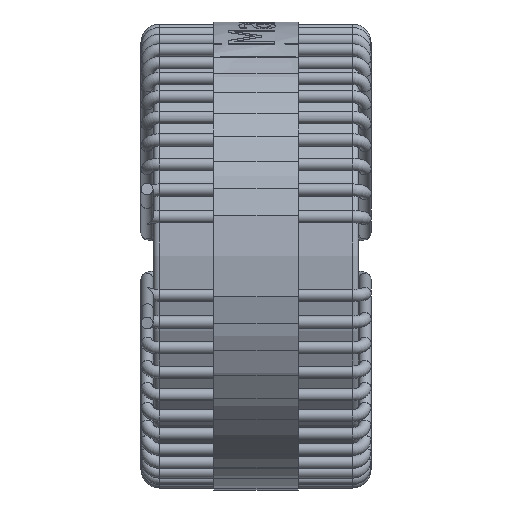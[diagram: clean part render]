
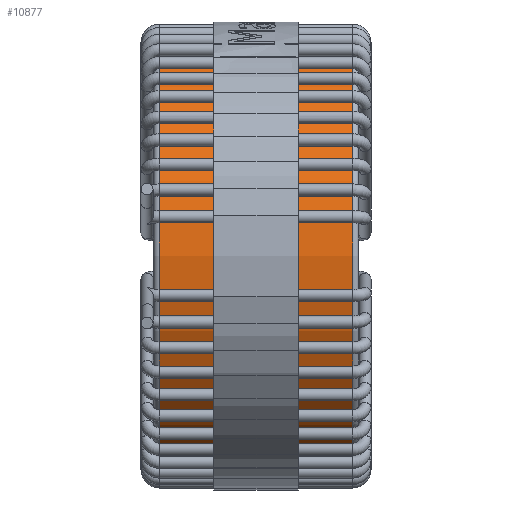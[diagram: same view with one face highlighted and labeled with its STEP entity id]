
A CAD part, left-side view. The second image highlights one B-rep face of the part: STEP entity #10877.
In plain terms, the highlighted cylindrical face has radius 14.35 mm (diameter 28.7 mm), a full revolution.
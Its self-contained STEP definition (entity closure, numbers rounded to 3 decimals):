
#630=LINE('',#16993,#1133);
#1133=VECTOR('',#13198,14.35);
#1636=CYLINDRICAL_SURFACE('',#11526,14.35);
#1982=FACE_OUTER_BOUND('',#2550,.T.);
#2550=EDGE_LOOP('',(#7217,#7218,#7219,#7220,#7221,#7222));
#3142=CIRCLE('',#11524,14.35);
#3143=CIRCLE('',#11525,14.35);
#3144=CIRCLE('',#11527,14.35);
#3145=CIRCLE('',#11528,14.35);
#4272=VERTEX_POINT('',#16983);
#4273=VERTEX_POINT('',#16985);
#4274=VERTEX_POINT('',#16989);
#4275=VERTEX_POINT('',#16990);
#5469=EDGE_CURVE('',#4272,#4273,#3142,.T.);
#5470=EDGE_CURVE('',#4273,#4272,#3143,.T.);
#5471=EDGE_CURVE('',#4274,#4275,#3144,.T.);
#5472=EDGE_CURVE('',#4275,#4274,#3145,.T.);
#5473=EDGE_CURVE('',#4275,#4273,#630,.T.);
#7217=ORIENTED_EDGE('',*,*,#5471,.F.);
#7218=ORIENTED_EDGE('',*,*,#5472,.F.);
#7219=ORIENTED_EDGE('',*,*,#5473,.T.);
#7220=ORIENTED_EDGE('',*,*,#5469,.F.);
#7221=ORIENTED_EDGE('',*,*,#5470,.F.);
#7222=ORIENTED_EDGE('',*,*,#5473,.F.);
#10877=ADVANCED_FACE('',(#1982),#1636,.T.);
#11524=AXIS2_PLACEMENT_3D('',#16986,#13188,#13189);
#11525=AXIS2_PLACEMENT_3D('',#16987,#13190,#13191);
#11526=AXIS2_PLACEMENT_3D('',#16988,#13192,#13193);
#11527=AXIS2_PLACEMENT_3D('',#16991,#13194,#13195);
#11528=AXIS2_PLACEMENT_3D('',#16992,#13196,#13197);
#13188=DIRECTION('center_axis',(0.,-1.,0.));
#13189=DIRECTION('ref_axis',(1.,0.,0.));
#13190=DIRECTION('center_axis',(0.,-1.,0.));
#13191=DIRECTION('ref_axis',(1.,0.,0.));
#13192=DIRECTION('center_axis',(0.,1.,0.));
#13193=DIRECTION('ref_axis',(-1.,0.,0.));
#13194=DIRECTION('center_axis',(0.,1.,0.));
#13195=DIRECTION('ref_axis',(1.,0.,0.));
#13196=DIRECTION('center_axis',(0.,1.,0.));
#13197=DIRECTION('ref_axis',(1.,0.,0.));
#13198=DIRECTION('',(0.,-1.,0.));
#16983=CARTESIAN_POINT('',(0.,-6.3,14.35));
#16985=CARTESIAN_POINT('',(14.35,-6.3,0.));
#16986=CARTESIAN_POINT('Origin',(0.,-6.3,0.));
#16987=CARTESIAN_POINT('Origin',(0.,-6.3,0.));
#16988=CARTESIAN_POINT('Origin',(0.,0.,0.));
#16989=CARTESIAN_POINT('',(0.,6.3,-14.35));
#16990=CARTESIAN_POINT('',(14.35,6.3,0.));
#16991=CARTESIAN_POINT('Origin',(0.,6.3,0.));
#16992=CARTESIAN_POINT('Origin',(0.,6.3,0.));
#16993=CARTESIAN_POINT('',(14.35,0.,0.));
